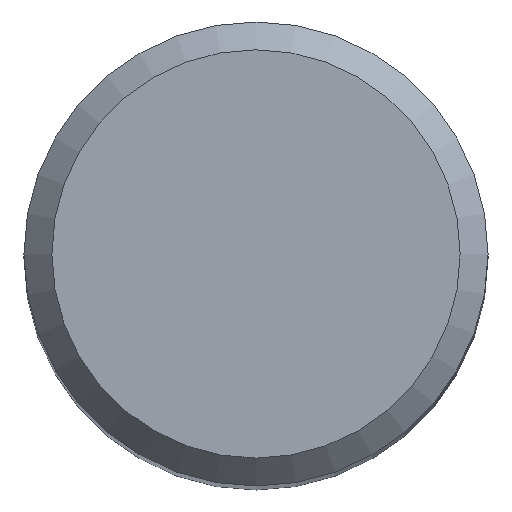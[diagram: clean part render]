
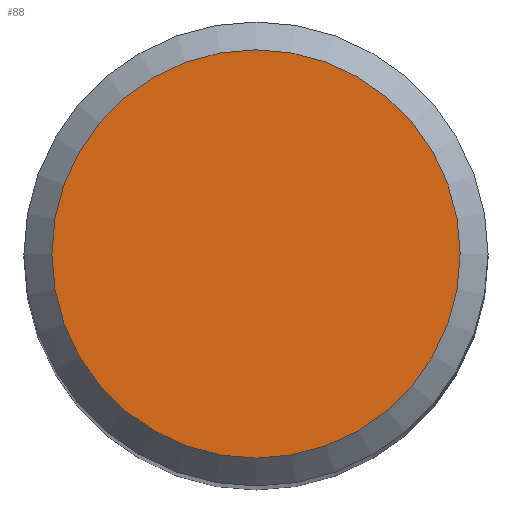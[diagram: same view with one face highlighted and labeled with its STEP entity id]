
A CAD part, top view. The second image highlights one B-rep face of the part: STEP entity #88.
In plain terms, the highlighted planar face has unit normal (0, 0, 1).
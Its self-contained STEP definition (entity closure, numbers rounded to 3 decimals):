
#80=CIRCLE('',#250,2.2);
#88=ADVANCED_FACE('NONE',(#107),#102,.T.);
#102=PLANE('',#251);
#107=FACE_OUTER_BOUND('',#113,.T.);
#113=EDGE_LOOP('',(#137));
#137=ORIENTED_EDGE('',*,*,#180,.F.);
#167=VERTEX_POINT('',#377);
#180=EDGE_CURVE('NONE',#167,#167,#80,.T.);
#250=AXIS2_PLACEMENT_3D('',#376,#281,#282);
#251=AXIS2_PLACEMENT_3D('',#378,#283,#284);
#281=DIRECTION('',(0.,0.,-1.));
#282=DIRECTION('',(1.,0.,0.));
#283=DIRECTION('',(0.,0.,1.));
#284=DIRECTION('',(-1.,0.,0.));
#376=CARTESIAN_POINT('',(0.,0.,0.));
#377=CARTESIAN_POINT('',(0.747,2.069,0.));
#378=CARTESIAN_POINT('',(0.,0.,0.));
